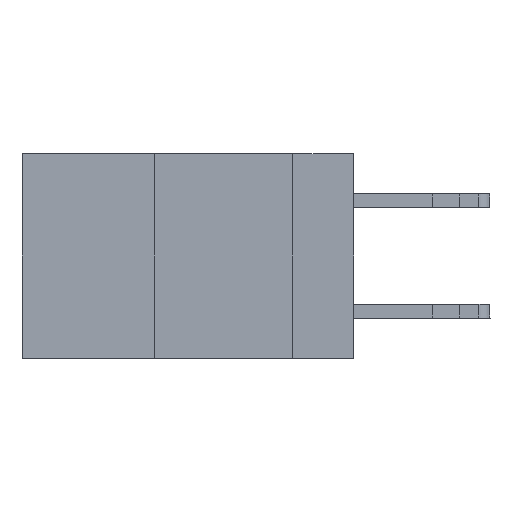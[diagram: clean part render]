
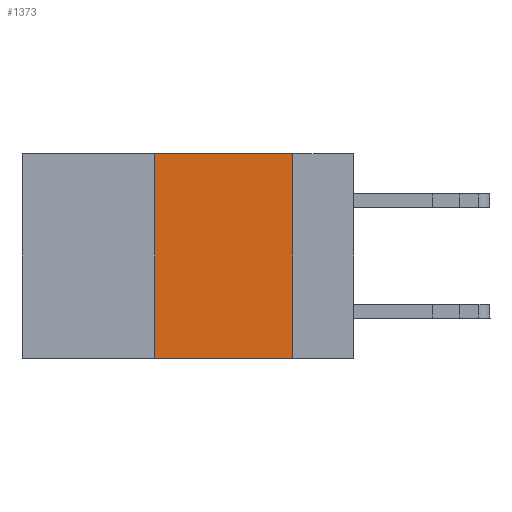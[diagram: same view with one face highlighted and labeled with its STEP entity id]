
A CAD part, left-side view. The second image highlights one B-rep face of the part: STEP entity #1373.
In plain terms, the highlighted planar face has unit normal (-1, 0, 0).
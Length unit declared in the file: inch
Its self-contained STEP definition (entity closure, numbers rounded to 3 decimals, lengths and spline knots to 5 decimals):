
#1237 = VERTEX_POINT ( 'NONE', #24002 ) ;
#1373 = ADVANCED_FACE ( 'NONE', ( #14277 ), #4453, .F. ) ;
#2253 = ORIENTED_EDGE ( 'NONE', *, *, #18308, .F. ) ;
#3024 = DIRECTION ( 'NONE',  ( 0., -1., 0. ) ) ;
#3578 = LINE ( 'NONE', #14052, #8893 ) ;
#3895 = EDGE_CURVE ( 'NONE', #1237, #4817, #4954, .T. ) ;
#4453 = PLANE ( 'NONE',  #28861 ) ;
#4817 = VERTEX_POINT ( 'NONE', #21141 ) ;
#4954 = LINE ( 'NONE', #28562, #9202 ) ;
#5116 = DIRECTION ( 'NONE',  ( 0., 0., 1. ) ) ;
#6465 = CARTESIAN_POINT ( 'NONE',  ( 0., 0.6, 0. ) ) ;
#6484 = EDGE_CURVE ( 'NONE', #15743, #22202, #11318, .T. ) ;
#7179 = ORIENTED_EDGE ( 'NONE', *, *, #11912, .F. ) ;
#8454 = CARTESIAN_POINT ( 'NONE',  ( 0., 0.11, -0.37 ) ) ;
#8893 = VECTOR ( 'NONE', #5116, 39.37008 ) ;
#9202 = VECTOR ( 'NONE', #23374, 39.37008 ) ;
#10045 = EDGE_LOOP ( 'NONE', ( #7179, #15595, #2253, #26106 ) ) ;
#11318 = LINE ( 'NONE', #25353, #14133 ) ;
#11912 = EDGE_CURVE ( 'NONE', #4817, #22202, #21190, .T. ) ;
#14052 = CARTESIAN_POINT ( 'NONE',  ( 0., 0.36, 0. ) ) ;
#14133 = VECTOR ( 'NONE', #3024, 39.37008 ) ;
#14277 = FACE_OUTER_BOUND ( 'NONE', #10045, .T. ) ;
#15595 = ORIENTED_EDGE ( 'NONE', *, *, #3895, .F. ) ;
#15743 = VERTEX_POINT ( 'NONE', #23396 ) ;
#18308 = EDGE_CURVE ( 'NONE', #15743, #1237, #3578, .T. ) ;
#19785 = VECTOR ( 'NONE', #26329, 39.37008 ) ;
#21141 = CARTESIAN_POINT ( 'NONE',  ( 0., 0.11, 0. ) ) ;
#21190 = LINE ( 'NONE', #23882, #19785 ) ;
#21315 = DIRECTION ( 'NONE',  ( 0., 0., -1. ) ) ;
#22202 = VERTEX_POINT ( 'NONE', #8454 ) ;
#23374 = DIRECTION ( 'NONE',  ( 0., -1., 0. ) ) ;
#23396 = CARTESIAN_POINT ( 'NONE',  ( 0., 0.36, -0.37 ) ) ;
#23882 = CARTESIAN_POINT ( 'NONE',  ( 0., 0.11, 0. ) ) ;
#24002 = CARTESIAN_POINT ( 'NONE',  ( 0., 0.36, 0. ) ) ;
#25353 = CARTESIAN_POINT ( 'NONE',  ( 0., 0.6, -0.37 ) ) ;
#26106 = ORIENTED_EDGE ( 'NONE', *, *, #6484, .T. ) ;
#26329 = DIRECTION ( 'NONE',  ( 0., 0., -1. ) ) ;
#26780 = DIRECTION ( 'NONE',  ( 1., 0., 0. ) ) ;
#28562 = CARTESIAN_POINT ( 'NONE',  ( 0., 0.6, 0. ) ) ;
#28861 = AXIS2_PLACEMENT_3D ( 'NONE', #6465, #26780, #21315 ) ;
